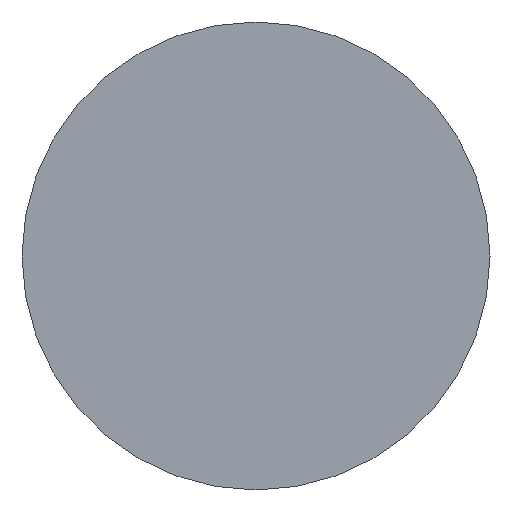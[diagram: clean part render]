
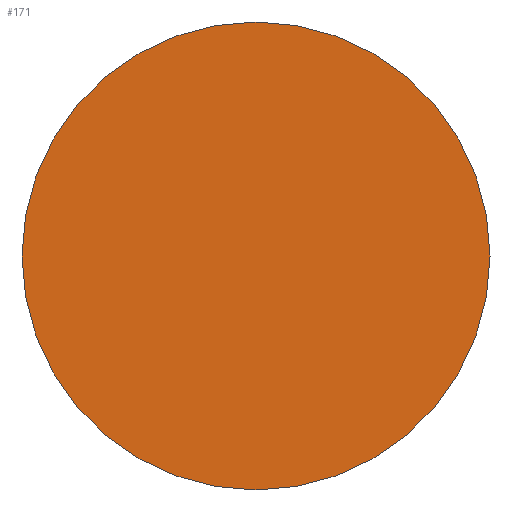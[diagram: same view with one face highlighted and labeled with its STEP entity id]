
A CAD part, left-side view. The second image highlights one B-rep face of the part: STEP entity #171.
In plain terms, the highlighted planar face has unit normal (-1, 0, 0).
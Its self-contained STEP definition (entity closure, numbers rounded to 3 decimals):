
#8 = EDGE_CURVE ( 'NONE', #109, #41, #19, .T. ) ;
#10 = DIRECTION ( 'NONE',  ( -1., 0., 0. ) ) ;
#19 = CIRCLE ( 'NONE', #82, 20. ) ;
#26 = DIRECTION ( 'NONE',  ( 0., 0., 1. ) ) ;
#34 = CARTESIAN_POINT ( 'NONE',  ( 540.463, 183.981, 20. ) ) ;
#35 = DIRECTION ( 'NONE',  ( 1., 0., 0. ) ) ;
#41 = VERTEX_POINT ( 'NONE', #34 ) ;
#43 = CARTESIAN_POINT ( 'NONE',  ( 540.463, 183.981, 0. ) ) ;
#61 = EDGE_LOOP ( 'NONE', ( #124, #129 ) ) ;
#63 = EDGE_CURVE ( 'NONE', #41, #109, #139, .T. ) ;
#66 = DIRECTION ( 'NONE',  ( -1., 0., 0. ) ) ;
#67 = DIRECTION ( 'NONE',  ( 0., 0., -1. ) ) ;
#82 = AXIS2_PLACEMENT_3D ( 'NONE', #43, #10, #146 ) ;
#109 = VERTEX_POINT ( 'NONE', #148 ) ;
#117 = CARTESIAN_POINT ( 'NONE',  ( 540.463, 183.981, 0. ) ) ;
#124 = ORIENTED_EDGE ( 'NONE', *, *, #63, .T. ) ;
#125 = FACE_OUTER_BOUND ( 'NONE', #61, .T. ) ;
#129 = ORIENTED_EDGE ( 'NONE', *, *, #8, .T. ) ;
#131 = AXIS2_PLACEMENT_3D ( 'NONE', #117, #35, #67 ) ;
#139 = CIRCLE ( 'NONE', #141, 20. ) ;
#141 = AXIS2_PLACEMENT_3D ( 'NONE', #147, #66, #26 ) ;
#146 = DIRECTION ( 'NONE',  ( 0., 0., 1. ) ) ;
#147 = CARTESIAN_POINT ( 'NONE',  ( 540.463, 183.981, 0. ) ) ;
#148 = CARTESIAN_POINT ( 'NONE',  ( 540.463, 183.981, -20. ) ) ;
#149 = PLANE ( 'NONE',  #131 ) ;
#171 = ADVANCED_FACE ( 'NONE', ( #125 ), #149, .F. ) ;
